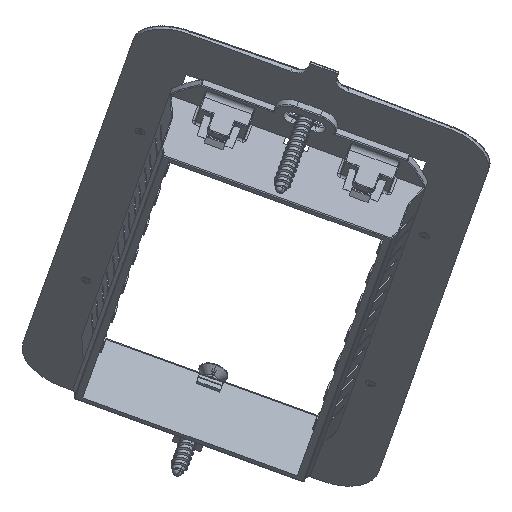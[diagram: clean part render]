
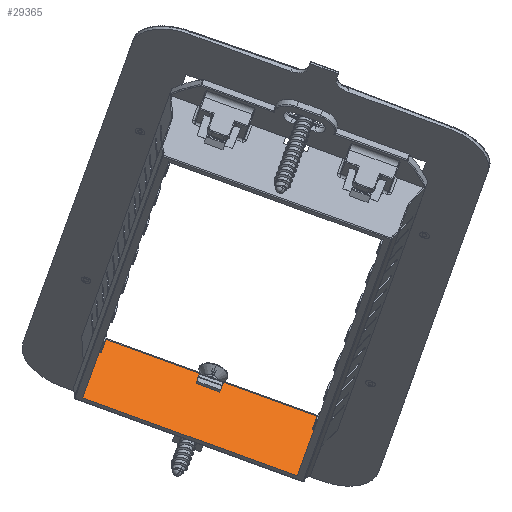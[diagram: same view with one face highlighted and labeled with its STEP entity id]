
A CAD part, left-side view. The second image highlights one B-rep face of the part: STEP entity #29365.
In plain terms, the highlighted face is planar.
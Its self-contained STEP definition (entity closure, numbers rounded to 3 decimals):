
#6458=CARTESIAN_POINT('Vertex',(45.367,-22.747,-2.1)) ;
#6461=CARTESIAN_POINT('Line Origine',(45.308,-22.689,-8.8)) ;
#6465=CARTESIAN_POINT('Vertex',(45.25,-22.63,-15.5)) ;
#8601=CARTESIAN_POINT('Line Origine',(45.25,0.,-15.5)) ;
#8605=CARTESIAN_POINT('Vertex',(45.25,22.63,-15.5)) ;
#10418=CARTESIAN_POINT('Vertex',(45.381,-25.323,-0.496)) ;
#10422=CARTESIAN_POINT('Control Point',(45.37,-25.3,-1.8)) ;
#10423=CARTESIAN_POINT('Control Point',(45.381,-25.323,-0.496)) ;
#10424=CARTESIAN_POINT('Vertex',(45.37,-25.3,-1.8)) ;
#21731=CARTESIAN_POINT('Vertex',(45.37,-23.053,-1.8)) ;
#21746=CARTESIAN_POINT('Line Origine',(45.37,-24.176,-1.8)) ;
#21998=CARTESIAN_POINT('Control Point',(45.37,-23.053,-1.8)) ;
#21999=CARTESIAN_POINT('Control Point',(45.367,-22.747,-2.1)) ;
#23887=CARTESIAN_POINT('Vertex',(45.359,2.5,-3.)) ;
#23890=CARTESIAN_POINT('Line Origine',(45.359,0.,-3.)) ;
#23894=CARTESIAN_POINT('Vertex',(45.359,-2.5,-3.)) ;
#29297=CARTESIAN_POINT('Axis2P3D Location',(45.25,0.,-15.5)) ;
#29303=CARTESIAN_POINT('Control Point',(45.359,-2.5,-3.)) ;
#29304=CARTESIAN_POINT('Control Point',(45.381,-2.544,-0.496)) ;
#29305=CARTESIAN_POINT('Vertex',(45.381,-2.544,-0.496)) ;
#29309=CARTESIAN_POINT('Control Point',(45.359,2.5,-3.)) ;
#29310=CARTESIAN_POINT('Control Point',(45.381,2.544,-0.496)) ;
#29311=CARTESIAN_POINT('Vertex',(45.381,2.544,-0.496)) ;
#29314=CARTESIAN_POINT('Line Origine',(45.381,-12.65,-0.496)) ;
#29318=CARTESIAN_POINT('Vertex',(45.381,25.323,-0.496)) ;
#29322=CARTESIAN_POINT('Control Point',(45.37,25.3,-1.8)) ;
#29323=CARTESIAN_POINT('Control Point',(45.381,25.323,-0.496)) ;
#29324=CARTESIAN_POINT('Vertex',(45.37,25.3,-1.8)) ;
#29327=CARTESIAN_POINT('Line Origine',(45.37,-12.65,-1.8)) ;
#29331=CARTESIAN_POINT('Vertex',(45.37,23.053,-1.8)) ;
#29335=CARTESIAN_POINT('Control Point',(45.37,23.053,-1.8)) ;
#29336=CARTESIAN_POINT('Control Point',(45.367,22.747,-2.1)) ;
#29337=CARTESIAN_POINT('Vertex',(45.367,22.747,-2.1)) ;
#29341=CARTESIAN_POINT('Control Point',(45.25,22.63,-15.5)) ;
#29342=CARTESIAN_POINT('Control Point',(45.367,22.747,-2.1)) ;
#29344=CARTESIAN_POINT('Line Origine',(45.381,-12.65,-0.496)) ;
#6462=DIRECTION('Vector Direction',(0.009,-0.009,1.)) ;
#8602=DIRECTION('Vector Direction',(0.,-1.,0.)) ;
#21747=DIRECTION('Vector Direction',(0.,-1.,0.)) ;
#23891=DIRECTION('Vector Direction',(0.,-1.,0.)) ;
#29298=DIRECTION('Axis2P3D Direction',(1.,0.,-0.009)) ;
#29299=DIRECTION('Axis2P3D XDirection',(0.,-1.,0.)) ;
#29315=DIRECTION('Vector Direction',(0.,-1.,0.)) ;
#29328=DIRECTION('Vector Direction',(0.,-1.,0.)) ;
#29345=DIRECTION('Vector Direction',(0.,-1.,0.)) ;
#29300=AXIS2_PLACEMENT_3D('Plane Axis2P3D',#29297,#29298,#29299) ;
#29350=ORIENTED_EDGE('',*,*,#29307,.F.) ;
#29351=ORIENTED_EDGE('',*,*,#23896,.T.) ;
#29352=ORIENTED_EDGE('',*,*,#29313,.T.) ;
#29353=ORIENTED_EDGE('',*,*,#29320,.F.) ;
#29354=ORIENTED_EDGE('',*,*,#29326,.T.) ;
#29355=ORIENTED_EDGE('',*,*,#29333,.F.) ;
#29356=ORIENTED_EDGE('',*,*,#29339,.F.) ;
#29357=ORIENTED_EDGE('',*,*,#29343,.F.) ;
#29358=ORIENTED_EDGE('',*,*,#8607,.F.) ;
#29359=ORIENTED_EDGE('',*,*,#6467,.T.) ;
#29360=ORIENTED_EDGE('',*,*,#22000,.T.) ;
#29361=ORIENTED_EDGE('',*,*,#21750,.T.) ;
#29362=ORIENTED_EDGE('',*,*,#10426,.F.) ;
#29363=ORIENTED_EDGE('',*,*,#29348,.T.) ;
#6463=VECTOR('Line Direction',#6462,1.) ;
#8603=VECTOR('Line Direction',#8602,1.) ;
#21748=VECTOR('Line Direction',#21747,1.) ;
#23892=VECTOR('Line Direction',#23891,1.) ;
#29316=VECTOR('Line Direction',#29315,1.) ;
#29329=VECTOR('Line Direction',#29328,1.) ;
#29346=VECTOR('Line Direction',#29345,1.) ;
#29365=ADVANCED_FACE('PartBody',(#29364),#29301,.F.) ;
#10421=B_SPLINE_CURVE_WITH_KNOTS('',1,(#10422,#10423),.UNSPECIFIED.,.F.,.U.,(2,2),(-2.221,-0.916),.UNSPECIFIED.) ;
#21997=B_SPLINE_CURVE_WITH_KNOTS('',1,(#21998,#21999),.UNSPECIFIED.,.F.,.U.,(2,2),(-0.214,0.214),.UNSPECIFIED.) ;
#29302=B_SPLINE_CURVE_WITH_KNOTS('',1,(#29303,#29304),.UNSPECIFIED.,.F.,.U.,(2,2),(-1.252,1.252),.UNSPECIFIED.) ;
#29308=B_SPLINE_CURVE_WITH_KNOTS('',1,(#29309,#29310),.UNSPECIFIED.,.F.,.U.,(2,2),(-1.252,1.252),.UNSPECIFIED.) ;
#29321=B_SPLINE_CURVE_WITH_KNOTS('',1,(#29322,#29323),.UNSPECIFIED.,.F.,.U.,(2,2),(-2.221,-0.916),.UNSPECIFIED.) ;
#29334=B_SPLINE_CURVE_WITH_KNOTS('',1,(#29335,#29336),.UNSPECIFIED.,.F.,.U.,(2,2),(-0.214,0.214),.UNSPECIFIED.) ;
#29340=B_SPLINE_CURVE_WITH_KNOTS('',1,(#29341,#29342),.UNSPECIFIED.,.F.,.U.,(2,2),(-10.441,2.96),.UNSPECIFIED.) ;
#6467=EDGE_CURVE('',#6466,#6459,#6464,.T.) ;
#8607=EDGE_CURVE('',#6466,#8606,#8604,.F.) ;
#10426=EDGE_CURVE('',#10419,#10425,#10421,.F.) ;
#21750=EDGE_CURVE('',#21732,#10425,#21749,.T.) ;
#22000=EDGE_CURVE('',#6459,#21732,#21997,.F.) ;
#23896=EDGE_CURVE('',#23895,#23888,#23893,.F.) ;
#29307=EDGE_CURVE('',#23895,#29306,#29302,.T.) ;
#29313=EDGE_CURVE('',#23888,#29312,#29308,.T.) ;
#29320=EDGE_CURVE('',#29319,#29312,#29317,.T.) ;
#29326=EDGE_CURVE('',#29319,#29325,#29321,.F.) ;
#29333=EDGE_CURVE('',#29332,#29325,#29330,.F.) ;
#29339=EDGE_CURVE('',#29338,#29332,#29334,.F.) ;
#29343=EDGE_CURVE('',#8606,#29338,#29340,.T.) ;
#29348=EDGE_CURVE('',#10419,#29306,#29347,.F.) ;
#29349=EDGE_LOOP('',(#29350,#29351,#29352,#29353,#29354,#29355,#29356,#29357,#29358,#29359,#29360,#29361,#29362,#29363)) ;
#29364=FACE_OUTER_BOUND('',#29349,.T.) ;
#6464=LINE('Line',#6461,#6463) ;
#8604=LINE('Line',#8601,#8603) ;
#21749=LINE('Line',#21746,#21748) ;
#23893=LINE('Line',#23890,#23892) ;
#29317=LINE('Line',#29314,#29316) ;
#29330=LINE('Line',#29327,#29329) ;
#29347=LINE('Line',#29344,#29346) ;
#29301=PLANE('',#29300) ;
#6459=VERTEX_POINT('',#6458) ;
#6466=VERTEX_POINT('',#6465) ;
#8606=VERTEX_POINT('',#8605) ;
#10419=VERTEX_POINT('',#10418) ;
#10425=VERTEX_POINT('',#10424) ;
#21732=VERTEX_POINT('',#21731) ;
#23888=VERTEX_POINT('',#23887) ;
#23895=VERTEX_POINT('',#23894) ;
#29306=VERTEX_POINT('',#29305) ;
#29312=VERTEX_POINT('',#29311) ;
#29319=VERTEX_POINT('',#29318) ;
#29325=VERTEX_POINT('',#29324) ;
#29332=VERTEX_POINT('',#29331) ;
#29338=VERTEX_POINT('',#29337) ;
